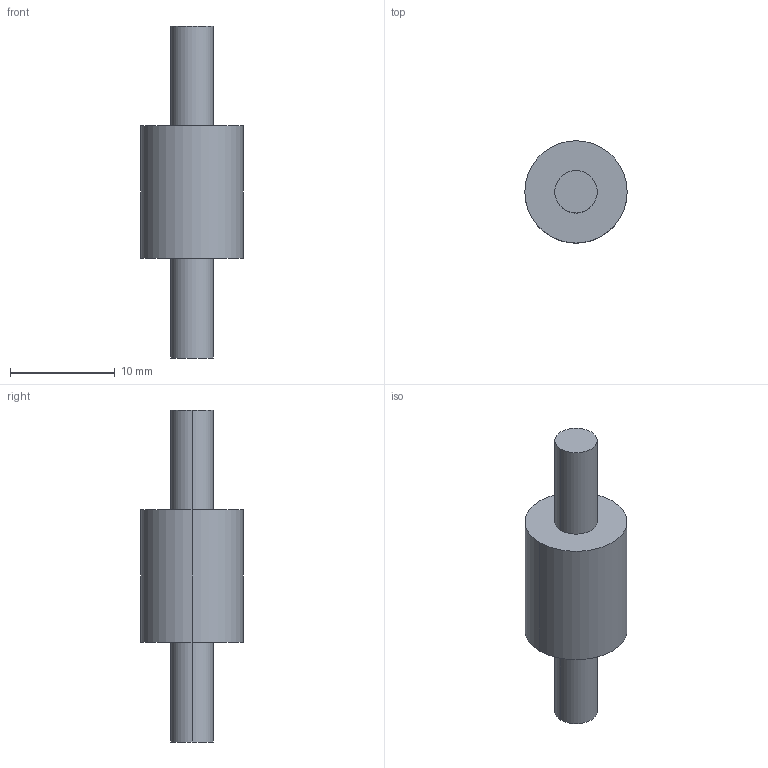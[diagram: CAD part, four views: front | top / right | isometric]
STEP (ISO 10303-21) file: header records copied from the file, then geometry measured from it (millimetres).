
FILE_DESCRIPTION((''),'2;1');
FILE_NAME('vibrationmount.stp','2002-01-13T19:10:20',('Administrator'),(''),'Autodesk Inventor (tm) 3.0','Autodesk Inventor (tm) 3.0','');
FILE_SCHEMA(('CONFIG_CONTROL_DESIGN'));
Length unit declared in the file: inch
Products named in the file (4): vibrationmount; vibrationmount1; vibrationmount2; vibrationmount3
Assembly tree (3 placements, depth 2):
  vibrationmount
    vibrationmount1
    vibrationmount2
    vibrationmount3
Bounding box: 9.78 x 9.78 x 31.75 mm (x, y, z)
Volume: 1201 mm3; surface area: 835.5 mm2
Topology: 3 solids, 3 shells, 12 faces, 18 edges, 12 vertices
Faces by surface type: cylinder 6, plane 6
Entity records: 779 total; most frequent: DIRECTION 68, CARTESIAN_POINT 49, PERSON 38, ORGANIZATION 38, PERSON_AND_ORGANIZATION 38, ORIENTED_EDGE 36, AXIS2_PLACEMENT_3D 31, CALENDAR_DATE 26
